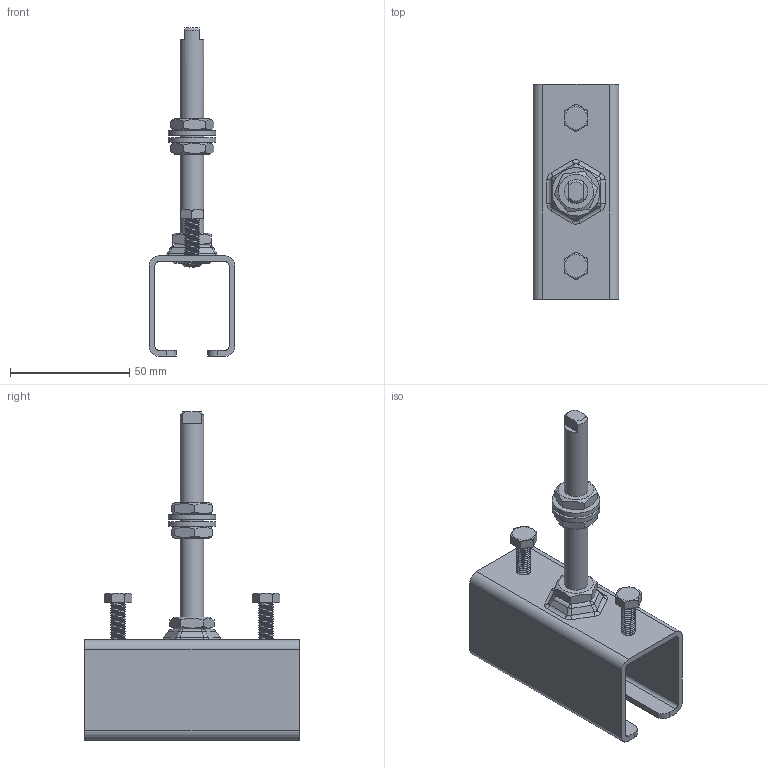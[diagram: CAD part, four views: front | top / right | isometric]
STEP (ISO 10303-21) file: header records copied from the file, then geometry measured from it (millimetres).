
FILE_DESCRIPTION(/* description */ (''),/* implementation_level */ '2;1');
FILE_NAME(/* name */ '3531ML.stp',/* time_stamp */ '2017-09-14T15:59:50+02:00',/* author */ ('Giuliano'),/* organization */ (''),/* preprocessor_version */ 'ST-DEVELOPER v16.5',/* originating_system */ 'Autodesk Inventor 2017',/* authorisation */ '');
FILE_SCHEMA (('AUTOMOTIVE_DESIGN { 1 0 10303 214 3 1 1 }'));
Length unit declared in the file: millimetre
Products named in the file (1): Pièce1
Bounding box: 36 x 90 x 137.5 mm (x, y, z)
Volume: 41742.5 mm3; surface area: 30756.6 mm2
Topology: 1 solids, 2 shells, 200 faces, 479 edges, 300 vertices
Faces by surface type: plane 95, cylinder 63, cone 20, bspline 14, sphere 6, torus 2
Full cylindrical faces by diameter (mm): 10 x4, 10.4 x2, 10.5 x1, 20.1 x2
Entity records: 9721 total; most frequent: CARTESIAN_POINT 5110, ORIENTED_EDGE 896, DIRECTION 892, EDGE_CURVE 448, AXIS2_PLACEMENT_3D 353, VERTEX_POINT 292, EDGE_LOOP 242, STYLED_ITEM 201
